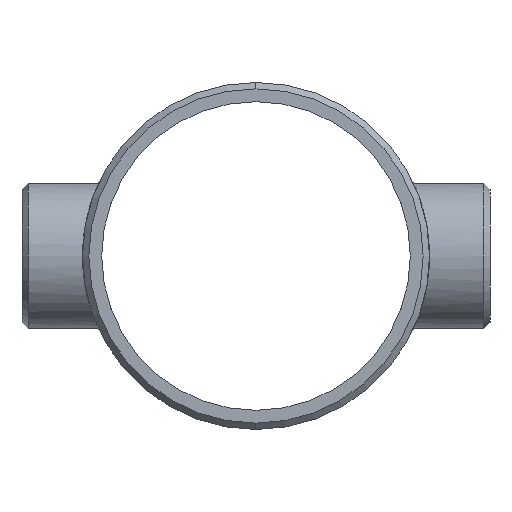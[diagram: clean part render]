
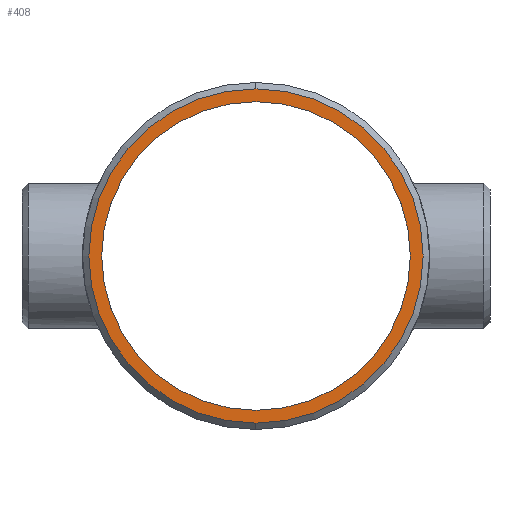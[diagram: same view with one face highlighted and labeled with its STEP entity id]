
A CAD part, left-side view. The second image highlights one B-rep face of the part: STEP entity #408.
In plain terms, the highlighted planar face has unit normal (-1, 0, 0).
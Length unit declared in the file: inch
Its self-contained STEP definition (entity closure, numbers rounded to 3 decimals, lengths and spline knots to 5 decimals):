
#21 = DIRECTION ( 'NONE',  ( 1., 0., 0. ) ) ;
#46 = ORIENTED_EDGE ( 'NONE', *, *, #735, .T. ) ;
#59 = DIRECTION ( 'NONE',  ( 0., 0., -1. ) ) ;
#60 = CARTESIAN_POINT ( 'NONE',  ( -8.5, 0., 0. ) ) ;
#76 = ORIENTED_EDGE ( 'NONE', *, *, #897, .T. ) ;
#122 = DIRECTION ( 'NONE',  ( -1., 0., 0. ) ) ;
#134 = VERTEX_POINT ( 'NONE', #1220 ) ;
#153 = PLANE ( 'NONE',  #376 ) ;
#159 = DIRECTION ( 'NONE',  ( -1., 0., 0. ) ) ;
#196 = AXIS2_PLACEMENT_3D ( 'NONE', #914, #231, #238 ) ;
#226 = VERTEX_POINT ( 'NONE', #888 ) ;
#227 = DIRECTION ( 'NONE',  ( 0., 0., 1. ) ) ;
#231 = DIRECTION ( 'NONE',  ( -1., 0., 0. ) ) ;
#236 = AXIS2_PLACEMENT_3D ( 'NONE', #60, #1049, #367 ) ;
#238 = DIRECTION ( 'NONE',  ( 0., 0., 1. ) ) ;
#265 = ORIENTED_EDGE ( 'NONE', *, *, #1132, .T. ) ;
#274 = VERTEX_POINT ( 'NONE', #429 ) ;
#326 = EDGE_LOOP ( 'NONE', ( #46, #712 ) ) ;
#367 = DIRECTION ( 'NONE',  ( 0., 0., 1. ) ) ;
#376 = AXIS2_PLACEMENT_3D ( 'NONE', #543, #159, #59 ) ;
#394 = AXIS2_PLACEMENT_3D ( 'NONE', #1108, #122, #1017 ) ;
#408 = ADVANCED_FACE ( 'NONE', ( #435, #1021 ), #153, .T. ) ;
#429 = CARTESIAN_POINT ( 'NONE',  ( -8.5, 0., 5.177 ) ) ;
#435 = FACE_OUTER_BOUND ( 'NONE', #326, .T. ) ;
#543 = CARTESIAN_POINT ( 'NONE',  ( -8.5, 0., 0. ) ) ;
#604 = CIRCLE ( 'NONE', #394, 5.177 ) ;
#625 = CIRCLE ( 'NONE', #196, 5.177 ) ;
#665 = VERTEX_POINT ( 'NONE', #1014 ) ;
#712 = ORIENTED_EDGE ( 'NONE', *, *, #721, .T. ) ;
#721 = EDGE_CURVE ( 'NONE', #274, #134, #604, .T. ) ;
#735 = EDGE_CURVE ( 'NONE', #134, #274, #625, .T. ) ;
#764 = AXIS2_PLACEMENT_3D ( 'NONE', #1211, #21, #227 ) ;
#888 = CARTESIAN_POINT ( 'NONE',  ( -8.5, 0., 4.781 ) ) ;
#897 = EDGE_CURVE ( 'NONE', #226, #665, #1066, .T. ) ;
#914 = CARTESIAN_POINT ( 'NONE',  ( -8.5, 0., 0. ) ) ;
#1004 = EDGE_LOOP ( 'NONE', ( #76, #265 ) ) ;
#1014 = CARTESIAN_POINT ( 'NONE',  ( -8.5, 0., -4.781 ) ) ;
#1017 = DIRECTION ( 'NONE',  ( 0., 0., 1. ) ) ;
#1021 = FACE_BOUND ( 'NONE', #1004, .T. ) ;
#1048 = CIRCLE ( 'NONE', #236, 4.781 ) ;
#1049 = DIRECTION ( 'NONE',  ( 1., 0., 0. ) ) ;
#1066 = CIRCLE ( 'NONE', #764, 4.781 ) ;
#1108 = CARTESIAN_POINT ( 'NONE',  ( -8.5, 0., 0. ) ) ;
#1132 = EDGE_CURVE ( 'NONE', #665, #226, #1048, .T. ) ;
#1211 = CARTESIAN_POINT ( 'NONE',  ( -8.5, 0., 0. ) ) ;
#1220 = CARTESIAN_POINT ( 'NONE',  ( -8.5, 0., -5.177 ) ) ;
